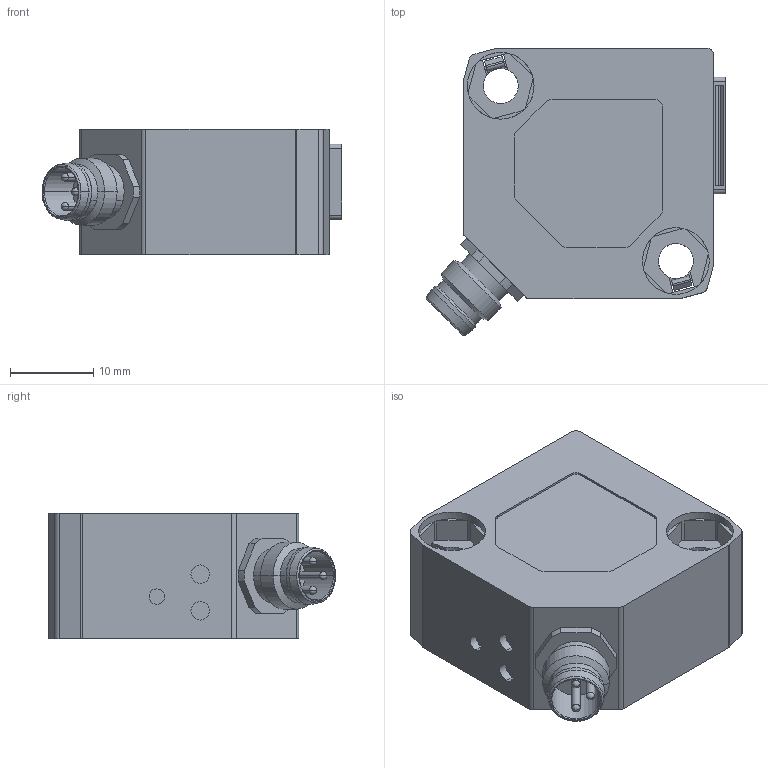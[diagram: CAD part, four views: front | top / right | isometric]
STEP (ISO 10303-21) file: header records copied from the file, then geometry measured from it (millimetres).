
FILE_DESCRIPTION (( 'STEP AP214' ), '1' );
FILE_NAME ('LTS_3031_301.STEP', '2021-04-07T16:43:16', ( '' ), ( '' ), 'SwSTEP 2.0', 'SolidWorks 2021', '' );
FILE_SCHEMA (( 'AUTOMOTIVE_DESIGN' ));
Length unit declared in the file: millimetre
Products named in the file (1): LTS_3031_301
Bounding box: 35.94 x 34.44 x 15.05 mm (x, y, z)
Volume: 12391.8 mm3; surface area: 4532.4 mm2
Topology: 1 solids, 1 shells, 221 faces, 611 edges, 391 vertices
Faces by surface type: plane 135, cylinder 68, cone 10, sphere 6, torus 2
Entity records: 7084 total; most frequent: CARTESIAN_POINT 1279, DIRECTION 1242, ORIENTED_EDGE 1198, EDGE_CURVE 599, AXIS2_PLACEMENT_3D 430, VERTEX_POINT 391, LINE 382, VECTOR 382
